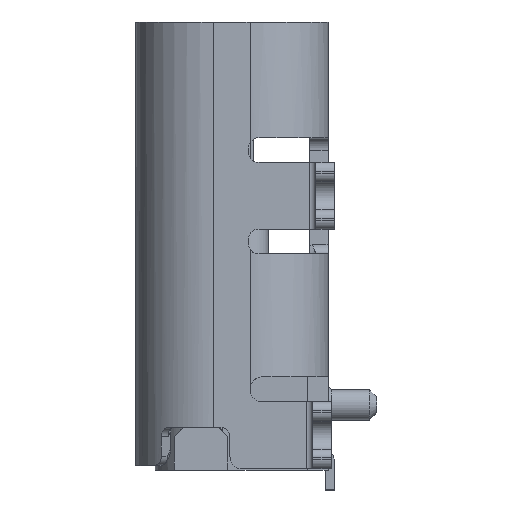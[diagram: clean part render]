
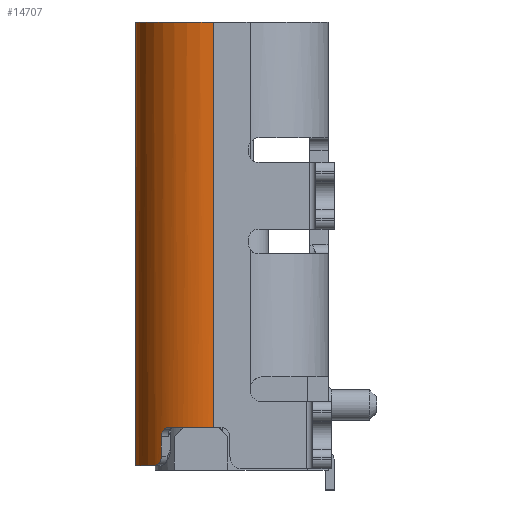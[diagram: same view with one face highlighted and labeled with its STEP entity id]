
A CAD part, left-side view. The second image highlights one B-rep face of the part: STEP entity #14707.
In plain terms, the highlighted cylindrical face has radius 1.28 mm (diameter 2.56 mm), a partial arc.
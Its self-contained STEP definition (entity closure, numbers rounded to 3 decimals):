
#57=B_SPLINE_CURVE_WITH_KNOTS('',3,(#21354,#21355,#21356,#21357,#21358,
#21359,#21360,#21361,#21362,#21363),.UNSPECIFIED.,.F.,.F.,(4,2,2,2,4),(0.024,
0.03,0.035,0.041,0.047),
 .UNSPECIFIED.);
#58=B_SPLINE_CURVE_WITH_KNOTS('',3,(#21366,#21367,#21368,#21369,#21370,
#21371,#21372,#21373,#21374,#21375),.UNSPECIFIED.,.F.,.F.,(4,2,2,2,4),(-0.091,
-0.085,-0.079,-0.074,-0.068),
 .UNSPECIFIED.);
#677=FACE_OUTER_BOUND('',#1440,.T.);
#1440=EDGE_LOOP('',(#9719,#9720,#9721,#9722,#9723,#9724,#9725,#9726,#9727,
#9728));
#2253=LINE('',#21182,#3834);
#2300=LINE('',#21350,#3881);
#2301=LINE('',#21365,#3882);
#3834=VECTOR('',#16945,1000.);
#3881=VECTOR('',#17076,1000.);
#3882=VECTOR('',#17079,1000.);
#5411=CIRCLE('',#15545,1.28);
#5418=CIRCLE('',#15553,1.28);
#5419=CIRCLE('',#15554,1.28);
#5420=CIRCLE('',#15555,1.28);
#5421=CIRCLE('',#15556,1.28);
#5967=VERTEX_POINT('',#21179);
#5968=VERTEX_POINT('',#21181);
#6012=VERTEX_POINT('',#21315);
#6024=VERTEX_POINT('',#21343);
#6025=VERTEX_POINT('',#21344);
#6026=VERTEX_POINT('',#21346);
#6027=VERTEX_POINT('',#21348);
#6028=VERTEX_POINT('',#21351);
#6029=VERTEX_POINT('',#21353);
#6030=VERTEX_POINT('',#21364);
#7402=EDGE_CURVE('',#5967,#5968,#2253,.T.);
#7460=EDGE_CURVE('',#5968,#6012,#5411,.T.);
#7475=EDGE_CURVE('',#6024,#6025,#5418,.T.);
#7476=EDGE_CURVE('',#6025,#6026,#5419,.T.);
#7477=EDGE_CURVE('',#6026,#6027,#5420,.T.);
#7478=EDGE_CURVE('',#6027,#6012,#2300,.T.);
#7479=EDGE_CURVE('',#5967,#6028,#5421,.T.);
#7480=EDGE_CURVE('',#6028,#6029,#57,.T.);
#7481=EDGE_CURVE('',#6029,#6030,#2301,.T.);
#7482=EDGE_CURVE('',#6030,#6024,#58,.T.);
#9719=ORIENTED_EDGE('',*,*,#7475,.T.);
#9720=ORIENTED_EDGE('',*,*,#7476,.T.);
#9721=ORIENTED_EDGE('',*,*,#7477,.T.);
#9722=ORIENTED_EDGE('',*,*,#7478,.T.);
#9723=ORIENTED_EDGE('',*,*,#7460,.F.);
#9724=ORIENTED_EDGE('',*,*,#7402,.F.);
#9725=ORIENTED_EDGE('',*,*,#7479,.T.);
#9726=ORIENTED_EDGE('',*,*,#7480,.T.);
#9727=ORIENTED_EDGE('',*,*,#7481,.T.);
#9728=ORIENTED_EDGE('',*,*,#7482,.T.);
#13892=CYLINDRICAL_SURFACE('',#15552,1.28);
#14707=ADVANCED_FACE('',(#677),#13892,.T.);
#15545=AXIS2_PLACEMENT_3D('',#21316,#17046,#17047);
#15552=AXIS2_PLACEMENT_3D('',#21342,#17068,#17069);
#15553=AXIS2_PLACEMENT_3D('',#21345,#17070,#17071);
#15554=AXIS2_PLACEMENT_3D('',#21347,#17072,#17073);
#15555=AXIS2_PLACEMENT_3D('',#21349,#17074,#17075);
#15556=AXIS2_PLACEMENT_3D('',#21352,#17077,#17078);
#16945=DIRECTION('',(0.,0.,-1.));
#17046=DIRECTION('center_axis',(0.,0.,-1.));
#17047=DIRECTION('ref_axis',(1.,0.,0.));
#17068=DIRECTION('center_axis',(0.,0.,-1.));
#17069=DIRECTION('ref_axis',(-1.,0.,0.));
#17070=DIRECTION('center_axis',(0.,0.,
-1.));
#17071=DIRECTION('ref_axis',(0.922,0.387,0.));
#17072=DIRECTION('center_axis',(0.,0.,-1.));
#17073=DIRECTION('ref_axis',(0.98,0.197,0.));
#17074=DIRECTION('center_axis',(0.,0.,
-1.));
#17075=DIRECTION('ref_axis',(1.,0.,0.));
#17076=DIRECTION('',(0.,0.,-1.));
#17077=DIRECTION('center_axis',(0.,0.,
-1.));
#17078=DIRECTION('ref_axis',(0.657,0.754,0.));
#17079=DIRECTION('',(0.,0.,-1.));
#21179=CARTESIAN_POINT('',(3.19,1.58,-3.633));
#21181=CARTESIAN_POINT('',(3.19,1.58,-10.908));
#21182=CARTESIAN_POINT('',(3.19,1.58,-4.258));
#21315=CARTESIAN_POINT('',(4.47,0.3,-10.908));
#21316=CARTESIAN_POINT('Origin',(3.19,0.3,-10.908));
#21342=CARTESIAN_POINT('Origin',(3.19,0.3,-6.108));
#21343=CARTESIAN_POINT('',(4.237,1.036,-4.258));
#21344=CARTESIAN_POINT('',(4.37,0.795,-4.258));
#21345=CARTESIAN_POINT('Origin',(3.19,0.3,-4.258));
#21346=CARTESIAN_POINT('',(4.445,0.552,-4.258));
#21347=CARTESIAN_POINT('Origin',(3.19,0.3,-4.258));
#21348=CARTESIAN_POINT('',(4.47,0.3,-4.258));
#21349=CARTESIAN_POINT('Origin',(3.19,0.3,-4.258));
#21350=CARTESIAN_POINT('',(4.47,0.3,-6.108));
#21351=CARTESIAN_POINT('',(4.031,1.265,-3.633));
#21352=CARTESIAN_POINT('Origin',(3.19,0.3,-3.633));
#21353=CARTESIAN_POINT('',(4.143,1.155,-3.783));
#21354=CARTESIAN_POINT('Ctrl Pts',(4.031,1.265,-3.633));
#21355=CARTESIAN_POINT('Ctrl Pts',(4.046,1.252,-3.633));
#21356=CARTESIAN_POINT('Ctrl Pts',(4.062,1.238,-3.636));
#21357=CARTESIAN_POINT('Ctrl Pts',(4.09,1.21,-3.652));
#21358=CARTESIAN_POINT('Ctrl Pts',(4.103,1.198,-3.664));
#21359=CARTESIAN_POINT('Ctrl Pts',(4.122,1.178,-3.691));
#21360=CARTESIAN_POINT('Ctrl Pts',(4.13,1.169,-3.707));
#21361=CARTESIAN_POINT('Ctrl Pts',(4.14,1.158,-3.744));
#21362=CARTESIAN_POINT('Ctrl Pts',(4.143,1.155,-3.764));
#21363=CARTESIAN_POINT('Ctrl Pts',(4.143,1.155,-3.783));
#21364=CARTESIAN_POINT('',(4.143,1.155,-4.108));
#21365=CARTESIAN_POINT('',(4.143,1.155,-6.108));
#21366=CARTESIAN_POINT('Ctrl Pts',(4.143,1.155,-4.108));
#21367=CARTESIAN_POINT('Ctrl Pts',(4.143,1.155,-4.127));
#21368=CARTESIAN_POINT('Ctrl Pts',(4.145,1.152,-4.147));
#21369=CARTESIAN_POINT('Ctrl Pts',(4.155,1.14,-4.183));
#21370=CARTESIAN_POINT('Ctrl Pts',(4.163,1.132,-4.2));
#21371=CARTESIAN_POINT('Ctrl Pts',(4.181,1.111,-4.227));
#21372=CARTESIAN_POINT('Ctrl Pts',(4.191,1.098,-4.238));
#21373=CARTESIAN_POINT('Ctrl Pts',(4.214,1.068,-4.254));
#21374=CARTESIAN_POINT('Ctrl Pts',(4.226,1.052,-4.258));
#21375=CARTESIAN_POINT('Ctrl Pts',(4.237,1.036,-4.258));
